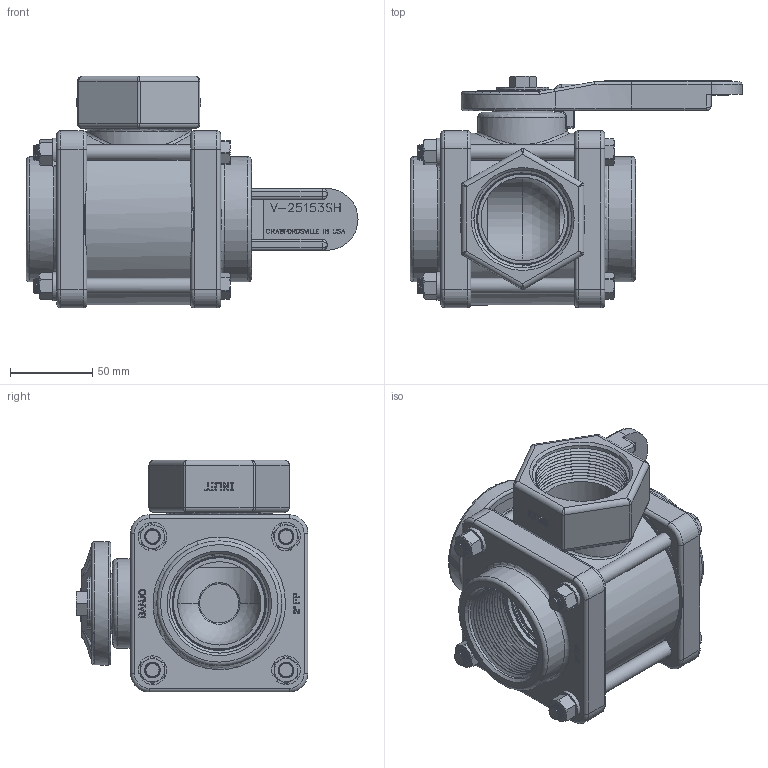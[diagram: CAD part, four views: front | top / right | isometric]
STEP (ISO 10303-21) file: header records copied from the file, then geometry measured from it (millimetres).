
FILE_DESCRIPTION(/* description */ ('2" SL MANIFOLD 3 WAY VALVE'),/* implementation_level */ '2;1');
FILE_NAME(/* name */ 'V200SL.stp',/* time_stamp */ '2020-07-20T13:08:47-04:00',/* author */ ('MEG'),/* organization */ (''),/* preprocessor_version */ 'ST-DEVELOPER v17.2',/* originating_system */ 'Autodesk Inventor 2019',/* authorisation */ '');
FILE_SCHEMA (('AUTOMOTIVE_DESIGN { 1 0 10303 214 3 1 1 }'));
Products named in the file (20): V200SL; V25354S; V20018; V20019; V25017; V25020; V25060; V25121; V25151B; V25151BX; V25153SH; V25160; V25163; V25258; V25264; V25355S; V25355SM; VX25355S; V25356; VX25356
Assembly tree (31 placements, depth 4):
  V200SL
    V25354S
    V20018  x4
    V20019  x4
    V25017  x4
    V25020
    V25060
    V25121
    V25151B
      V25151BX
    V25153SH
    V25160
    V25163
    V25258  x2
    V25264  x2
    V25355S
      V25355SM
        VX25355S
    V25356  x2
      VX25356
Bounding box: 202.31 x 141.17 x 141.35 mm (x, y, z)
Volume: 935062.8 mm3; surface area: 276740.6 mm2
Topology: 27 solids, 27 shells, 2549 faces, 6780 edges, 4409 vertices
Faces by surface type: plane 1420, cylinder 468, cone 359, bspline 218, torus 69, sphere 15
Full cylindrical faces by diameter (mm): 7.798 x1, 8.236 x60, 9.525 x61, 10.312 x1, 11.125 x8, 14.275 x1, 25.4 x3, 25.527 x1, 25.806 x1, 31.521 x1, 31.623 x1, 31.75 x3, 35.306 x1, 36.525 x1, 37.084 x2, 50.8 x3, 52.07 x2, 54.61 x1, 64.77 x2, 64.922 x2, 76.2 x2, 84.582 x2, 85.598 x1, 88.9 x2, 96.114 x2
Entity records: 67170 total; most frequent: CARTESIAN_POINT 20967, ORIENTED_EDGE 9858, DIRECTION 8687, EDGE_CURVE 4929, LINE 3599, VECTOR 3599, VERTEX_POINT 3213, AXIS2_PLACEMENT_3D 2544
